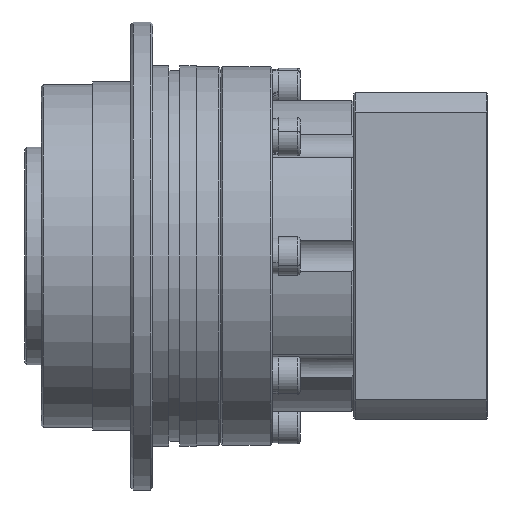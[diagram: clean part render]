
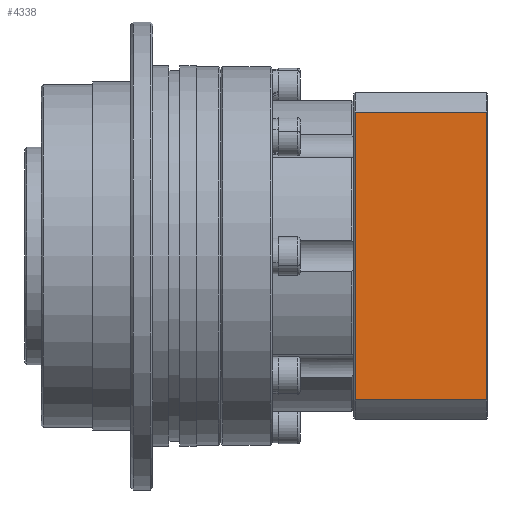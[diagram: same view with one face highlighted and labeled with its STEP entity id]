
A CAD part, front view. The second image highlights one B-rep face of the part: STEP entity #4338.
In plain terms, the highlighted planar face has unit normal (0, -1, 0).
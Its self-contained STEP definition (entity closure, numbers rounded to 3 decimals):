
#126 = DIRECTION ( 'NONE',  ( 1., 0., 0. ) ) ;
#1254 = EDGE_LOOP ( 'NONE', ( #11168, #15109, #5139, #13519 ) ) ;
#1521 = VERTEX_POINT ( 'NONE', #11895 ) ;
#2692 = VECTOR ( 'NONE', #126, 1000. ) ;
#2711 = LINE ( 'NONE', #9809, #18601 ) ;
#3497 = LINE ( 'NONE', #13571, #11190 ) ;
#4082 = EDGE_CURVE ( 'NONE', #6887, #1521, #2711, .T. ) ;
#4338 = ADVANCED_FACE ( 'NONE', ( #14230 ), #5797, .F. ) ;
#5139 = ORIENTED_EDGE ( 'NONE', *, *, #4082, .F. ) ;
#5480 = EDGE_CURVE ( 'NONE', #6887, #15034, #11208, .T. ) ;
#5797 = PLANE ( 'NONE',  #14532 ) ;
#5992 = EDGE_CURVE ( 'NONE', #6783, #1521, #3497, .T. ) ;
#6783 = VERTEX_POINT ( 'NONE', #13431 ) ;
#6887 = VERTEX_POINT ( 'NONE', #13892 ) ;
#7099 = VECTOR ( 'NONE', #10882, 1000. ) ;
#9809 = CARTESIAN_POINT ( 'NONE',  ( 0., -30., 26.458 ) ) ;
#10402 = CARTESIAN_POINT ( 'NONE',  ( 0.2, -30., -26.458 ) ) ;
#10432 = CARTESIAN_POINT ( 'NONE',  ( 0., -30., -26.458 ) ) ;
#10506 = DIRECTION ( 'NONE',  ( 0., 0., 1. ) ) ;
#10882 = DIRECTION ( 'NONE',  ( 0., 0., -1. ) ) ;
#11168 = ORIENTED_EDGE ( 'NONE', *, *, #15905, .T. ) ;
#11190 = VECTOR ( 'NONE', #16671, 1000. ) ;
#11208 = LINE ( 'NONE', #10402, #7099 ) ;
#11388 = DIRECTION ( 'NONE',  ( 1., 0., 0. ) ) ;
#11895 = CARTESIAN_POINT ( 'NONE',  ( 24.3, -30., 26.458 ) ) ;
#13431 = CARTESIAN_POINT ( 'NONE',  ( 24.3, -30., -26.458 ) ) ;
#13519 = ORIENTED_EDGE ( 'NONE', *, *, #5480, .T. ) ;
#13571 = CARTESIAN_POINT ( 'NONE',  ( 24.3, -30., -26.458 ) ) ;
#13892 = CARTESIAN_POINT ( 'NONE',  ( 0.2, -30., 26.458 ) ) ;
#14230 = FACE_OUTER_BOUND ( 'NONE', #1254, .T. ) ;
#14532 = AXIS2_PLACEMENT_3D ( 'NONE', #10432, #19722, #10506 ) ;
#14960 = LINE ( 'NONE', #18628, #2692 ) ;
#15034 = VERTEX_POINT ( 'NONE', #18101 ) ;
#15109 = ORIENTED_EDGE ( 'NONE', *, *, #5992, .T. ) ;
#15905 = EDGE_CURVE ( 'NONE', #15034, #6783, #14960, .T. ) ;
#16671 = DIRECTION ( 'NONE',  ( 0., 0., 1. ) ) ;
#18101 = CARTESIAN_POINT ( 'NONE',  ( 0.2, -30., -26.458 ) ) ;
#18601 = VECTOR ( 'NONE', #11388, 1000. ) ;
#18628 = CARTESIAN_POINT ( 'NONE',  ( 0., -30., -26.458 ) ) ;
#19722 = DIRECTION ( 'NONE',  ( 0., 1., 0. ) ) ;
